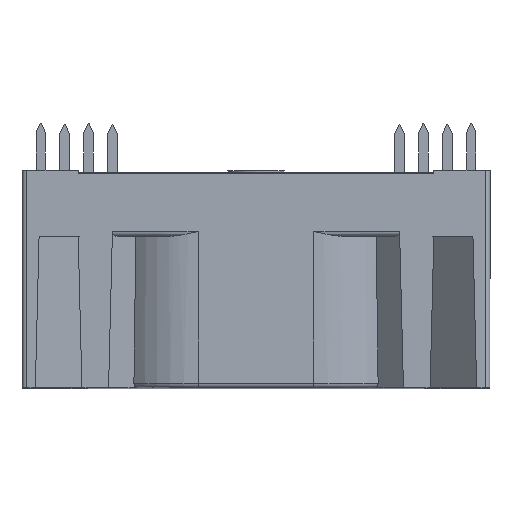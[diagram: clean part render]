
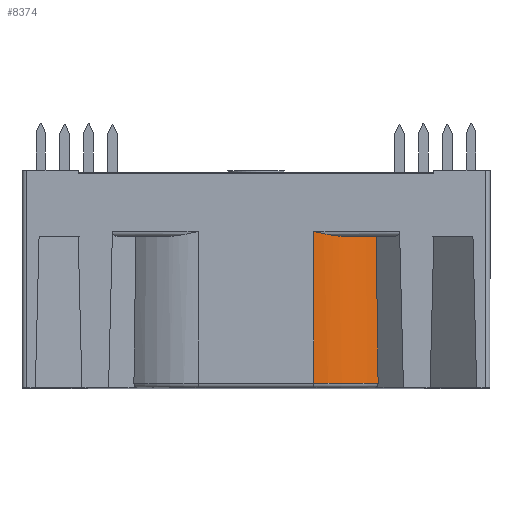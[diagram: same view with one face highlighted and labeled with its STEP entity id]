
A CAD part, top view. The second image highlights one B-rep face of the part: STEP entity #8374.
In plain terms, the highlighted cylindrical face has radius 10 mm (diameter 20 mm), a partial arc.
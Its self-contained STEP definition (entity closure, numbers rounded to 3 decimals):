
#218 = CIRCLE ( 'NONE', #3016, 10. ) ;
#382 = DIRECTION ( 'NONE',  ( 0., 0., 1. ) ) ;
#398 = CARTESIAN_POINT ( 'NONE',  ( 12.965, -15.6, 22.169 ) ) ;
#610 = CARTESIAN_POINT ( 'NONE',  ( 6.151, -15.6, 24.85 ) ) ;
#755 = CARTESIAN_POINT ( 'NONE',  ( 7.197, 0.265, 24.809 ) ) ;
#764 = EDGE_CURVE ( 'NONE', #7761, #7412, #9363, .T. ) ;
#891 = CIRCLE ( 'NONE', #9118, 10. ) ;
#939 = CYLINDRICAL_SURFACE ( 'NONE', #7290, 10. ) ;
#959 = EDGE_CURVE ( 'NONE', #4167, #6678, #2979, .T. ) ;
#981 = ORIENTED_EDGE ( 'NONE', *, *, #5336, .F. ) ;
#1871 = CARTESIAN_POINT ( 'NONE',  ( 12.898, -10.397, 22.231 ) ) ;
#2003 = CARTESIAN_POINT ( 'NONE',  ( 6.151, 1., 14.85 ) ) ;
#2815 = DIRECTION ( 'NONE',  ( 0., 0., 1. ) ) ;
#2866 = CARTESIAN_POINT ( 'NONE',  ( 9.274, 0., 24.35 ) ) ;
#2979 = B_SPLINE_CURVE_WITH_KNOTS ( 'NONE', 3,
 ( #7557, #3720, #5292, #3687, #4483, #755, #9777, #5185 ),
 .UNSPECIFIED., .F., .F.,
 ( 4, 2, 2, 4 ),
 ( 0., 0.001, 0.002, 0.003 ),
 .UNSPECIFIED. ) ;
#3016 = AXIS2_PLACEMENT_3D ( 'NONE', #6688, #5826, #2815 ) ;
#3520 = EDGE_CURVE ( 'NONE', #4167, #7761, #218, .T. ) ;
#3687 = CARTESIAN_POINT ( 'NONE',  ( 8.24, 0.082, 24.633 ) ) ;
#3720 = CARTESIAN_POINT ( 'NONE',  ( 9.017, 0., 24.434 ) ) ;
#3980 = CARTESIAN_POINT ( 'NONE',  ( 12.763, 0., 22.352 ) ) ;
#4027 = FACE_OUTER_BOUND ( 'NONE', #6602, .T. ) ;
#4141 = CARTESIAN_POINT ( 'NONE',  ( 12.763, 0., 22.352 ) ) ;
#4167 = VERTEX_POINT ( 'NONE', #2866 ) ;
#4412 = CARTESIAN_POINT ( 'NONE',  ( 6.151, 0.5, 24.85 ) ) ;
#4483 = CARTESIAN_POINT ( 'NONE',  ( 7.979, 0.124, 24.685 ) ) ;
#4577 = EDGE_CURVE ( 'NONE', #6679, #7412, #891, .T. ) ;
#5185 = CARTESIAN_POINT ( 'NONE',  ( 6.151, 0.5, 24.85 ) ) ;
#5292 = CARTESIAN_POINT ( 'NONE',  ( 8.759, 0.02, 24.508 ) ) ;
#5336 = EDGE_CURVE ( 'NONE', #6679, #6678, #9596, .T. ) ;
#5434 = CARTESIAN_POINT ( 'NONE',  ( 6.151, 0., 24.85 ) ) ;
#5692 = CARTESIAN_POINT ( 'NONE',  ( 12.831, -5.196, 22.292 ) ) ;
#5826 = DIRECTION ( 'NONE',  ( 0., 1., 0. ) ) ;
#5933 = ORIENTED_EDGE ( 'NONE', *, *, #959, .T. ) ;
#6416 = DIRECTION ( 'NONE',  ( 0., 1., 0. ) ) ;
#6602 = EDGE_LOOP ( 'NONE', ( #981, #8863, #8489, #8997, #5933 ) ) ;
#6678 = VERTEX_POINT ( 'NONE', #4412 ) ;
#6679 = VERTEX_POINT ( 'NONE', #610 ) ;
#6688 = CARTESIAN_POINT ( 'NONE',  ( 6.151, 0., 14.85 ) ) ;
#7290 = AXIS2_PLACEMENT_3D ( 'NONE', #2003, #8078, #9585 ) ;
#7412 = VERTEX_POINT ( 'NONE', #9216 ) ;
#7550 = VECTOR ( 'NONE', #8682, 1000. ) ;
#7557 = CARTESIAN_POINT ( 'NONE',  ( 9.274, 0., 24.35 ) ) ;
#7761 = VERTEX_POINT ( 'NONE', #3980 ) ;
#7962 = CARTESIAN_POINT ( 'NONE',  ( 6.151, -15.6, 14.85 ) ) ;
#8078 = DIRECTION ( 'NONE',  ( 0., -1., 0. ) ) ;
#8374 = ADVANCED_FACE ( 'NONE', ( #4027 ), #939, .T. ) ;
#8489 = ORIENTED_EDGE ( 'NONE', *, *, #764, .F. ) ;
#8682 = DIRECTION ( 'NONE',  ( 0., 1., 0. ) ) ;
#8863 = ORIENTED_EDGE ( 'NONE', *, *, #4577, .T. ) ;
#8997 = ORIENTED_EDGE ( 'NONE', *, *, #3520, .F. ) ;
#9118 = AXIS2_PLACEMENT_3D ( 'NONE', #7962, #6416, #382 ) ;
#9216 = CARTESIAN_POINT ( 'NONE',  ( 12.965, -15.6, 22.169 ) ) ;
#9363 =( BOUNDED_CURVE ( )  B_SPLINE_CURVE ( 3, ( #4141, #5692, #1871, #398 ),
 .UNSPECIFIED., .F., .F. ) 
 B_SPLINE_CURVE_WITH_KNOTS ( ( 4, 4 ),
 ( 4.649, 4.677 ),
 .UNSPECIFIED. ) 
 CURVE ( )  GEOMETRIC_REPRESENTATION_ITEM ( )  RATIONAL_B_SPLINE_CURVE ( ( 1., 1., 1., 1. ) ) 
 REPRESENTATION_ITEM ( '' )  );
#9585 = DIRECTION ( 'NONE',  ( 0., 0., -1. ) ) ;
#9596 = LINE ( 'NONE', #5434, #7550 ) ;
#9777 = CARTESIAN_POINT ( 'NONE',  ( 6.676, 0.383, 24.85 ) ) ;
